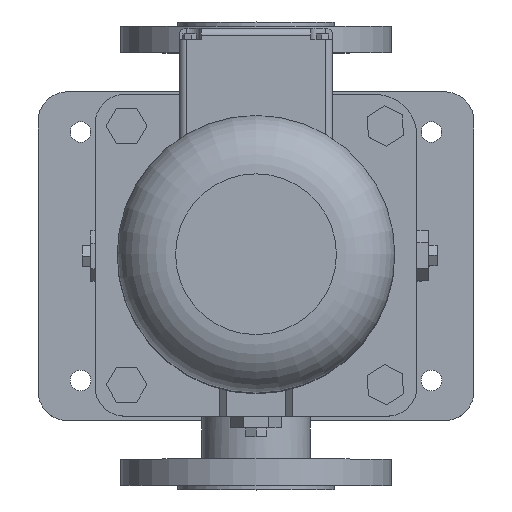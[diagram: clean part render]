
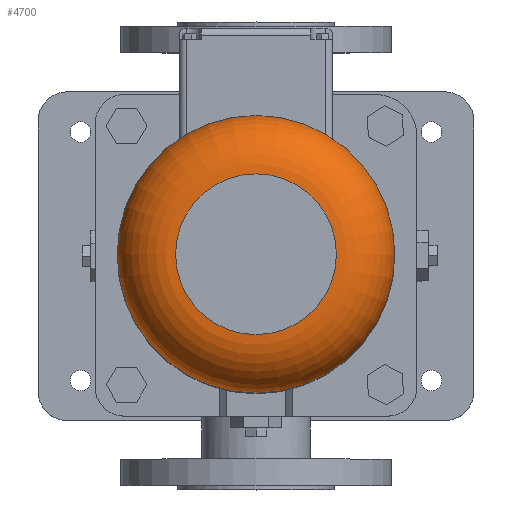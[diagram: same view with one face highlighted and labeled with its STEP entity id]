
A CAD part, top view. The second image highlights one B-rep face of the part: STEP entity #4700.
In plain terms, the highlighted toroidal (fillet/blend) face has major radius 55 mm and minor radius 40 mm.
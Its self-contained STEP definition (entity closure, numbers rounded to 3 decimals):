
#4700=ADVANCED_FACE('',(#8834,#8836),#8838,.T.);
#8834=FACE_OUTER_BOUND('',#8835,.T.);
#8835=EDGE_LOOP('',(#11728));
#8836=FACE_OUTER_BOUND('',#8837,.T.);
#8837=EDGE_LOOP('',(#11729));
#8838=TOROIDAL_SURFACE('',#8839,55.,40.);
#8839=AXIS2_PLACEMENT_3D('',#8840,#8841,#8842);
#8840=CARTESIAN_POINT('',(0.,0.,755.));
#8841=DIRECTION('',(0.,0.,-1.));
#8842=DIRECTION('',(0.,1.,0.));
#11728=ORIENTED_EDGE('',*,*,#13149,.F.);
#11729=ORIENTED_EDGE('',*,*,#13238,.T.);
#13149=EDGE_CURVE('',#15580,#15580,#15581,.T.);
#13238=EDGE_CURVE('',#15704,#15704,#15705,.T.);
#15580=VERTEX_POINT('',#23474);
#15581=CIRCLE('',#23475,95.);
#15704=VERTEX_POINT('',#23920);
#15705=CIRCLE('',#23921,55.);
#23474=CARTESIAN_POINT('',(0.,95.,755.));
#23475=AXIS2_PLACEMENT_3D('',#23476,#23477,#23478);
#23476=CARTESIAN_POINT('',(0.,0.,755.));
#23477=DIRECTION('',(0.,0.,-1.));
#23478=DIRECTION('',(0.,1.,0.));
#23920=CARTESIAN_POINT('',(0.,55.,795.));
#23921=AXIS2_PLACEMENT_3D('',#23922,#23923,#23924);
#23922=CARTESIAN_POINT('',(0.,0.,795.));
#23923=DIRECTION('',(0.,0.,-1.));
#23924=DIRECTION('',(0.,1.,0.));
